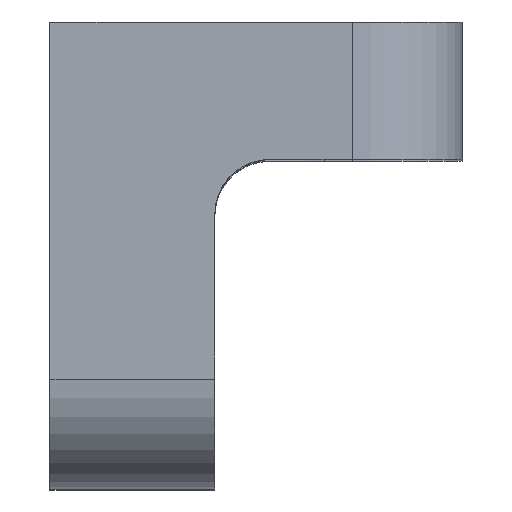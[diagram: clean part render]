
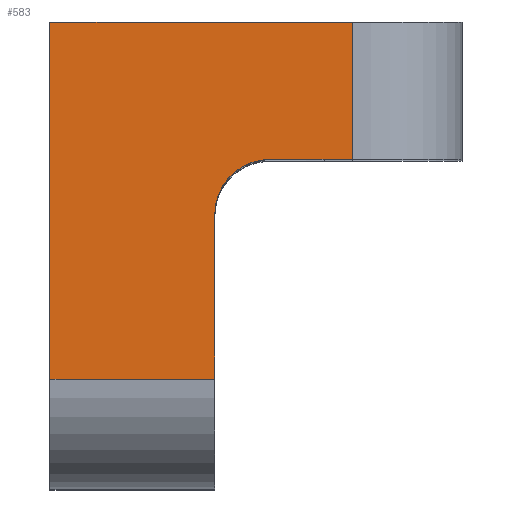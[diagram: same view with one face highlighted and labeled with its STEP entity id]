
A CAD part, top view. The second image highlights one B-rep face of the part: STEP entity #583.
In plain terms, the highlighted planar face has unit normal (0, 0, 1).
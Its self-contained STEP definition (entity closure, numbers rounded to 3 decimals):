
#28=CIRCLE('',#612,2.);
#64=PLANE('',#661);
#94=FACE_OUTER_BOUND('',#132,.T.);
#132=EDGE_LOOP('',(#531,#532,#533,#534,#535,#536,#537));
#139=LINE('',#875,#190);
#146=LINE('',#917,#197);
#151=LINE('',#932,#202);
#162=LINE('',#968,#213);
#171=LINE('',#990,#222);
#183=LINE('',#1028,#234);
#190=VECTOR('',#674,10.);
#197=VECTOR('',#703,10.);
#202=VECTOR('',#718,10.);
#213=VECTOR('',#757,10.);
#222=VECTOR('',#778,10.);
#234=VECTOR('',#826,10.);
#245=VERTEX_POINT('',#872);
#246=VERTEX_POINT('',#874);
#255=VERTEX_POINT('',#903);
#260=VERTEX_POINT('',#915);
#265=VERTEX_POINT('',#931);
#276=VERTEX_POINT('',#966);
#283=VERTEX_POINT('',#988);
#300=EDGE_CURVE('',#246,#245,#139,.T.);
#311=EDGE_CURVE('',#255,#245,#28,.T.);
#317=EDGE_CURVE('',#255,#260,#146,.T.);
#324=EDGE_CURVE('',#246,#265,#151,.T.);
#342=EDGE_CURVE('',#276,#260,#162,.T.);
#354=EDGE_CURVE('',#276,#283,#171,.T.);
#373=EDGE_CURVE('',#283,#265,#183,.T.);
#531=ORIENTED_EDGE('',*,*,#324,.F.);
#532=ORIENTED_EDGE('',*,*,#300,.T.);
#533=ORIENTED_EDGE('',*,*,#311,.F.);
#534=ORIENTED_EDGE('',*,*,#317,.T.);
#535=ORIENTED_EDGE('',*,*,#342,.F.);
#536=ORIENTED_EDGE('',*,*,#354,.T.);
#537=ORIENTED_EDGE('',*,*,#373,.T.);
#583=ADVANCED_FACE('',(#94),#64,.T.);
#612=AXIS2_PLACEMENT_3D('',#905,#691,#692);
#661=AXIS2_PLACEMENT_3D('',#1030,#829,#830);
#674=DIRECTION('',(0.,1.,0.));
#691=DIRECTION('center_axis',(0.,0.,1.));
#692=DIRECTION('ref_axis',(-0.707,0.707,0.));
#703=DIRECTION('',(1.,0.,0.));
#718=DIRECTION('',(-1.,0.,0.));
#757=DIRECTION('',(0.,-1.,0.));
#778=DIRECTION('',(-1.,0.,0.));
#826=DIRECTION('',(0.,-1.,0.));
#829=DIRECTION('center_axis',(0.,0.,1.));
#830=DIRECTION('ref_axis',(1.,0.,0.));
#872=CARTESIAN_POINT('',(6.,10.,45.));
#874=CARTESIAN_POINT('',(6.,4.,45.));
#875=CARTESIAN_POINT('',(6.,4.25,45.));
#903=CARTESIAN_POINT('',(8.,12.,45.));
#905=CARTESIAN_POINT('Origin',(8.,10.,45.));
#915=CARTESIAN_POINT('',(11.,12.,45.));
#917=CARTESIAN_POINT('',(6.75,12.,45.));
#931=CARTESIAN_POINT('',(0.,4.,45.));
#932=CARTESIAN_POINT('',(3.75,4.,45.));
#966=CARTESIAN_POINT('',(11.,17.,45.));
#968=CARTESIAN_POINT('',(11.,4.25,45.));
#988=CARTESIAN_POINT('',(0.,17.,45.));
#990=CARTESIAN_POINT('',(15.,17.,45.));
#1028=CARTESIAN_POINT('',(0.,17.,45.));
#1030=CARTESIAN_POINT('Origin',(7.5,8.5,45.));
